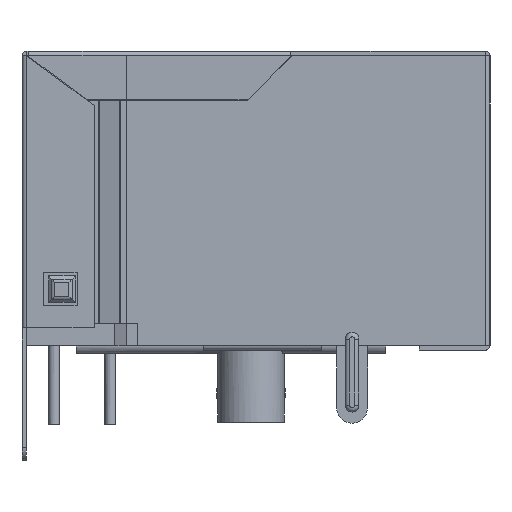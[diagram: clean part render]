
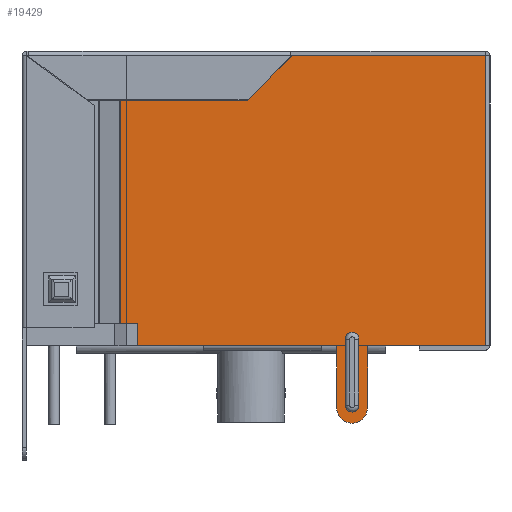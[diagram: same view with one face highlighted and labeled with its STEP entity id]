
A CAD part, left-side view. The second image highlights one B-rep face of the part: STEP entity #19429.
In plain terms, the highlighted face is planar.
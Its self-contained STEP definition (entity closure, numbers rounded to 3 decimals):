
#418=CIRCLE('',#20697,0.311);
#419=CIRCLE('',#20698,0.311);
#420=CIRCLE('',#20699,0.7);
#4400=ORIENTED_EDGE('',*,*,#8142,.F.);
#4401=ORIENTED_EDGE('',*,*,#8143,.F.);
#4402=ORIENTED_EDGE('',*,*,#8144,.F.);
#4403=ORIENTED_EDGE('',*,*,#8145,.F.);
#4404=ORIENTED_EDGE('',*,*,#8141,.F.);
#4405=ORIENTED_EDGE('',*,*,#8146,.T.);
#4406=ORIENTED_EDGE('',*,*,#8147,.T.);
#4407=ORIENTED_EDGE('',*,*,#8148,.T.);
#4408=ORIENTED_EDGE('',*,*,#8149,.T.);
#4409=ORIENTED_EDGE('',*,*,#8150,.T.);
#4410=ORIENTED_EDGE('',*,*,#8151,.T.);
#4411=ORIENTED_EDGE('',*,*,#8152,.T.);
#4412=ORIENTED_EDGE('',*,*,#8153,.T.);
#4413=ORIENTED_EDGE('',*,*,#8154,.F.);
#4414=ORIENTED_EDGE('',*,*,#8155,.F.);
#4415=ORIENTED_EDGE('',*,*,#8156,.T.);
#4416=ORIENTED_EDGE('',*,*,#8157,.F.);
#4417=ORIENTED_EDGE('',*,*,#8158,.F.);
#4418=ORIENTED_EDGE('',*,*,#8159,.T.);
#4419=ORIENTED_EDGE('',*,*,#8160,.F.);
#4420=ORIENTED_EDGE('',*,*,#8135,.F.);
#4421=ORIENTED_EDGE('',*,*,#8161,.T.);
#8135=EDGE_CURVE('',#10294,#10295,#12572,.T.);
#8141=EDGE_CURVE('',#10300,#10298,#12578,.T.);
#8142=EDGE_CURVE('',#10301,#10302,#12579,.T.);
#8143=EDGE_CURVE('',#10303,#10301,#418,.T.);
#8144=EDGE_CURVE('',#10304,#10303,#12580,.T.);
#8145=EDGE_CURVE('',#10302,#10304,#419,.T.);
#8146=EDGE_CURVE('',#10300,#10305,#12581,.T.);
#8147=EDGE_CURVE('',#10305,#10306,#12582,.T.);
#8148=EDGE_CURVE('',#10306,#10307,#12583,.T.);
#8149=EDGE_CURVE('',#10307,#10308,#420,.T.);
#8150=EDGE_CURVE('',#10308,#10309,#12584,.T.);
#8151=EDGE_CURVE('',#10309,#10310,#12585,.T.);
#8152=EDGE_CURVE('',#10310,#10311,#12586,.T.);
#8153=EDGE_CURVE('',#10311,#10312,#12587,.T.);
#8154=EDGE_CURVE('',#10313,#10312,#12588,.T.);
#8155=EDGE_CURVE('',#10314,#10313,#12589,.T.);
#8156=EDGE_CURVE('',#10314,#10315,#12590,.T.);
#8157=EDGE_CURVE('',#10316,#10315,#12591,.T.);
#8158=EDGE_CURVE('',#10317,#10316,#12592,.T.);
#8159=EDGE_CURVE('',#10317,#10318,#12593,.T.);
#8160=EDGE_CURVE('',#10295,#10318,#12594,.T.);
#8161=EDGE_CURVE('',#10294,#10298,#12595,.T.);
#10294=VERTEX_POINT('',#37827);
#10295=VERTEX_POINT('',#37829);
#10298=VERTEX_POINT('',#37836);
#10300=VERTEX_POINT('',#37840);
#10301=VERTEX_POINT('',#37844);
#10302=VERTEX_POINT('',#37845);
#10303=VERTEX_POINT('',#37847);
#10304=VERTEX_POINT('',#37849);
#10305=VERTEX_POINT('',#37852);
#10306=VERTEX_POINT('',#37854);
#10307=VERTEX_POINT('',#37856);
#10308=VERTEX_POINT('',#37858);
#10309=VERTEX_POINT('',#37860);
#10310=VERTEX_POINT('',#37862);
#10311=VERTEX_POINT('',#37864);
#10312=VERTEX_POINT('',#37866);
#10313=VERTEX_POINT('',#37868);
#10314=VERTEX_POINT('',#37870);
#10315=VERTEX_POINT('',#37872);
#10316=VERTEX_POINT('',#37874);
#10317=VERTEX_POINT('',#37876);
#10318=VERTEX_POINT('',#37878);
#12572=LINE('',#37828,#15042);
#12578=LINE('',#37841,#15048);
#12579=LINE('',#37843,#15049);
#12580=LINE('',#37848,#15050);
#12581=LINE('',#37851,#15051);
#12582=LINE('',#37853,#15052);
#12583=LINE('',#37855,#15053);
#12584=LINE('',#37859,#15054);
#12585=LINE('',#37861,#15055);
#12586=LINE('',#37863,#15056);
#12587=LINE('',#37865,#15057);
#12588=LINE('',#37867,#15058);
#12589=LINE('',#37869,#15059);
#12590=LINE('',#37871,#15060);
#12591=LINE('',#37873,#15061);
#12592=LINE('',#37875,#15062);
#12593=LINE('',#37877,#15063);
#12594=LINE('',#37879,#15064);
#12595=LINE('',#37880,#15065);
#15042=VECTOR('',#24675,1000.);
#15048=VECTOR('',#24683,1000.);
#15049=VECTOR('',#24686,1000.);
#15050=VECTOR('',#24689,1000.);
#15051=VECTOR('',#24692,1000.);
#15052=VECTOR('',#24693,1000.);
#15053=VECTOR('',#24694,1000.);
#15054=VECTOR('',#24697,1000.);
#15055=VECTOR('',#24698,1000.);
#15056=VECTOR('',#24699,1000.);
#15057=VECTOR('',#24700,1000.);
#15058=VECTOR('',#24701,1000.);
#15059=VECTOR('',#24702,1000.);
#15060=VECTOR('',#24703,1000.);
#15061=VECTOR('',#24704,1000.);
#15062=VECTOR('',#24705,1000.);
#15063=VECTOR('',#24706,1000.);
#15064=VECTOR('',#24707,1000.);
#15065=VECTOR('',#24708,1000.);
#16404=EDGE_LOOP('',(#4400,#4401,#4402,#4403));
#16405=EDGE_LOOP('',(#4404,#4405,#4406,#4407,#4408,#4409,#4410,#4411,#4412,
#4413,#4414,#4415,#4416,#4417,#4418,#4419,#4420,#4421));
#17527=FACE_BOUND('',#16404,.T.);
#17528=FACE_BOUND('',#16405,.T.);
#18496=PLANE('',#20696);
#19429=ADVANCED_FACE('',(#17527,#17528),#18496,.T.);
#20696=AXIS2_PLACEMENT_3D('',#37842,#24684,#24685);
#20697=AXIS2_PLACEMENT_3D('',#37846,#24687,#24688);
#20698=AXIS2_PLACEMENT_3D('',#37850,#24690,#24691);
#20699=AXIS2_PLACEMENT_3D('',#37857,#24695,#24696);
#24675=DIRECTION('',(1.,0.,0.));
#24683=DIRECTION('',(1.,0.,0.));
#24684=DIRECTION('',(0.,1.,0.));
#24685=DIRECTION('',(-1.,0.,0.));
#24686=DIRECTION('',(0.,0.,-1.));
#24687=DIRECTION('',(0.,1.,0.));
#24688=DIRECTION('',(-1.,0.,0.));
#24689=DIRECTION('',(0.,0.,1.));
#24690=DIRECTION('',(0.,1.,0.));
#24691=DIRECTION('',(-1.,0.,0.));
#24692=DIRECTION('',(0.,0.,-1.));
#24693=DIRECTION('',(1.,0.,0.));
#24694=DIRECTION('',(0.,0.,-1.));
#24695=DIRECTION('',(0.,1.,0.));
#24696=DIRECTION('',(1.,0.,0.));
#24697=DIRECTION('',(0.,0.,1.));
#24698=DIRECTION('',(-1.,0.,0.));
#24699=DIRECTION('',(0.,0.,1.));
#24700=DIRECTION('',(1.,0.,0.));
#24701=DIRECTION('',(-0.707,0.,0.707));
#24702=DIRECTION('',(-1.,0.,0.));
#24703=DIRECTION('',(0.,0.,-1.));
#24704=DIRECTION('',(1.,0.,0.));
#24705=DIRECTION('',(0.,0.,1.));
#24706=DIRECTION('',(-1.,0.,0.));
#24707=DIRECTION('',(0.,0.,-1.));
#24708=DIRECTION('',(-1.,0.,0.));
#37827=CARTESIAN_POINT('',(2.388,29.45,-6.54));
#37828=CARTESIAN_POINT('',(3.388,29.45,-6.54));
#37829=CARTESIAN_POINT('',(3.388,29.45,-6.54));
#37836=CARTESIAN_POINT('',(-2.94,29.45,-6.54));
#37840=CARTESIAN_POINT('',(-3.94,29.45,-6.54));
#37841=CARTESIAN_POINT('',(3.388,29.45,-6.54));
#37842=CARTESIAN_POINT('',(0.,29.45,0.));
#37843=CARTESIAN_POINT('',(-4.029,29.45,0.));
#37844=CARTESIAN_POINT('',(-4.029,29.45,-6.261));
#37845=CARTESIAN_POINT('',(-4.029,29.45,-9.239));
#37846=CARTESIAN_POINT('',(-4.34,29.45,-6.261));
#37847=CARTESIAN_POINT('',(-4.651,29.45,-6.261));
#37848=CARTESIAN_POINT('',(-4.651,29.45,0.));
#37849=CARTESIAN_POINT('',(-4.651,29.45,-9.239));
#37850=CARTESIAN_POINT('',(-4.34,29.45,-9.239));
#37851=CARTESIAN_POINT('',(-3.94,29.45,-6.55));
#37852=CARTESIAN_POINT('',(-3.94,29.45,-6.55));
#37853=CARTESIAN_POINT('',(-2.94,29.45,-6.55));
#37854=CARTESIAN_POINT('',(-3.64,29.45,-6.55));
#37855=CARTESIAN_POINT('',(-3.64,29.45,-6.55));
#37856=CARTESIAN_POINT('',(-3.64,29.45,-9.35));
#37857=CARTESIAN_POINT('',(-4.34,29.45,-9.35));
#37858=CARTESIAN_POINT('',(-5.04,29.45,-9.35));
#37859=CARTESIAN_POINT('',(-5.04,29.45,-9.35));
#37860=CARTESIAN_POINT('',(-5.04,29.45,-6.55));
#37861=CARTESIAN_POINT('',(6.13,29.45,-6.55));
#37862=CARTESIAN_POINT('',(-10.36,29.45,-6.55));
#37863=CARTESIAN_POINT('',(-10.36,29.45,-6.55));
#37864=CARTESIAN_POINT('',(-10.36,29.45,6.54));
#37865=CARTESIAN_POINT('',(-10.42,29.45,6.54));
#37866=CARTESIAN_POINT('',(-1.63,29.45,6.54));
#37867=CARTESIAN_POINT('',(0.37,29.45,4.54));
#37868=CARTESIAN_POINT('',(0.37,29.45,4.54));
#37869=CARTESIAN_POINT('',(10.37,29.45,4.54));
#37870=CARTESIAN_POINT('',(6.129,29.45,4.54));
#37871=CARTESIAN_POINT('',(6.129,29.45,6.54));
#37872=CARTESIAN_POINT('',(6.129,29.45,-5.55));
#37873=CARTESIAN_POINT('',(5.348,29.45,-5.55));
#37874=CARTESIAN_POINT('',(5.348,29.45,-5.55));
#37875=CARTESIAN_POINT('',(5.348,29.45,-6.55));
#37876=CARTESIAN_POINT('',(5.348,29.45,-6.55));
#37877=CARTESIAN_POINT('',(6.13,29.45,-6.55));
#37878=CARTESIAN_POINT('',(3.388,29.45,-6.55));
#37879=CARTESIAN_POINT('',(3.388,29.45,-6.55));
#37880=CARTESIAN_POINT('',(2.388,29.45,-6.54));
